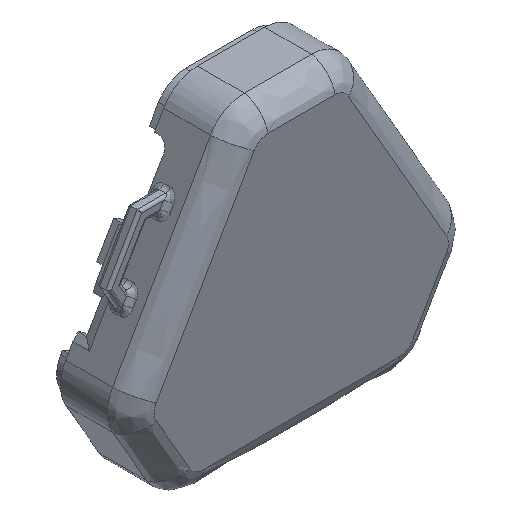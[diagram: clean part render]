
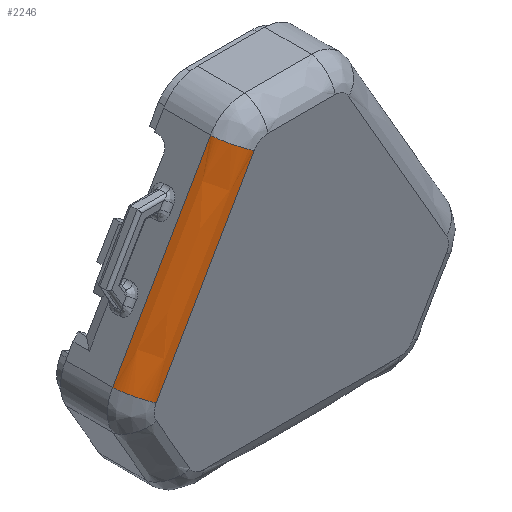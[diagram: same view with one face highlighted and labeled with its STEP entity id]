
A CAD part, isometric view. The second image highlights one B-rep face of the part: STEP entity #2246.
In plain terms, the highlighted free-form (B-spline) face has degree [2, 3] with [3, 4] control points.
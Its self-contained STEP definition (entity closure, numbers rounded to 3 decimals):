
#193 = CARTESIAN_POINT ( 'NONE',  ( -21.161, 0., -2.252 ) ) ;
#269 = EDGE_LOOP ( 'NONE', ( #3471, #899, #4587, #860 ) ) ;
#597 = CARTESIAN_POINT ( 'NONE',  ( -12.807, 3., 12.217 ) ) ;
#667 = EDGE_CURVE ( 'NONE', #2918, #1750, #1070, .T. ) ;
#784 = CARTESIAN_POINT ( 'NONE',  ( -8.63, 0., 19.452 ) ) ;
#808 = CARTESIAN_POINT ( 'NONE',  ( -21.161, 3., -2.252 ) ) ;
#814 = B_SPLINE_CURVE_WITH_KNOTS ( 'NONE', 3,
 ( #1181, #2621, #2999, #1915 ),
 .UNSPECIFIED., .F., .F.,
 ( 4, 4 ),
 ( 0., 1. ),
 .UNSPECIFIED. ) ;
#827 = VERTEX_POINT ( 'NONE', #4174 ) ;
#831 = CARTESIAN_POINT ( 'NONE',  ( -8.63, 3., 19.452 ) ) ;
#860 = ORIENTED_EDGE ( 'NONE', *, *, #667, .F. ) ;
#895 = CARTESIAN_POINT ( 'NONE',  ( -21.161, 3., -2.252 ) ) ;
#899 = ORIENTED_EDGE ( 'NONE', *, *, #2218, .F. ) ;
#953 = CARTESIAN_POINT ( 'NONE',  ( -6.032, 0., 17.952 ) ) ;
#1070 = B_SPLINE_CURVE_WITH_KNOTS ( 'NONE', 3,
 ( #808, #2617, #1200, #831 ),
 .UNSPECIFIED., .F., .F.,
 ( 4, 4 ),
 ( 0., 1. ),
 .UNSPECIFIED. ) ;
#1099 = EDGE_CURVE ( 'NONE', #2918, #3802, #1720, .T. ) ;
#1181 = CARTESIAN_POINT ( 'NONE',  ( -6.032, 0., 17.952 ) ) ;
#1200 = CARTESIAN_POINT ( 'NONE',  ( -12.807, 3., 12.217 ) ) ;
#1269 = CARTESIAN_POINT ( 'NONE',  ( -18.563, 0., -3.752 ) ) ;
#1388 =( BOUNDED_CURVE ( )  B_SPLINE_CURVE ( 2, ( #1502, #784, #3378 ),
 .UNSPECIFIED., .F., .T. ) 
 B_SPLINE_CURVE_WITH_KNOTS ( ( 3, 3 ),
 ( 0., 1. ),
 .UNSPECIFIED. ) 
 CURVE ( )  GEOMETRIC_REPRESENTATION_ITEM ( )  RATIONAL_B_SPLINE_CURVE ( ( 1., 0.424, 1. ) ) 
 REPRESENTATION_ITEM ( '' )  );
#1502 = CARTESIAN_POINT ( 'NONE',  ( -8.63, 3., 19.452 ) ) ;
#1699 = FACE_OUTER_BOUND ( 'NONE', #269, .T. ) ;
#1720 =( BOUNDED_CURVE ( )  B_SPLINE_CURVE ( 2, ( #895, #193, #2348 ),
 .UNSPECIFIED., .F., .T. ) 
 B_SPLINE_CURVE_WITH_KNOTS ( ( 3, 3 ),
 ( 0., 1. ),
 .UNSPECIFIED. ) 
 CURVE ( )  GEOMETRIC_REPRESENTATION_ITEM ( )  RATIONAL_B_SPLINE_CURVE ( ( 1., 0.424, 1. ) ) 
 REPRESENTATION_ITEM ( '' )  );
#1750 = VERTEX_POINT ( 'NONE', #1849 ) ;
#1849 = CARTESIAN_POINT ( 'NONE',  ( -8.63, 3., 19.452 ) ) ;
#1915 = CARTESIAN_POINT ( 'NONE',  ( -18.563, 0., -3.752 ) ) ;
#1926 = EDGE_CURVE ( 'NONE', #1750, #827, #1388, .T. ) ;
#1981 = CARTESIAN_POINT ( 'NONE',  ( -21.161, 3., -2.252 ) ) ;
#2218 = EDGE_CURVE ( 'NONE', #827, #3802, #814, .T. ) ;
#2246 = ADVANCED_FACE ( 'NONE', ( #1699 ), #3852, .T. ) ;
#2348 = CARTESIAN_POINT ( 'NONE',  ( -18.563, 0., -3.752 ) ) ;
#2538 = CARTESIAN_POINT ( 'NONE',  ( -21.161, 3., -2.252 ) ) ;
#2617 = CARTESIAN_POINT ( 'NONE',  ( -16.984, 3., 4.983 ) ) ;
#2621 = CARTESIAN_POINT ( 'NONE',  ( -10.209, 0., 10.717 ) ) ;
#2719 = CARTESIAN_POINT ( 'NONE',  ( -14.386, 0., 3.483 ) ) ;
#2918 = VERTEX_POINT ( 'NONE', #2538 ) ;
#2999 = CARTESIAN_POINT ( 'NONE',  ( -14.386, 0., 3.483 ) ) ;
#3378 = CARTESIAN_POINT ( 'NONE',  ( -6.032, 0., 17.952 ) ) ;
#3453 = CARTESIAN_POINT ( 'NONE',  ( -21.161, 0., -2.252 ) ) ;
#3471 = ORIENTED_EDGE ( 'NONE', *, *, #1099, .T. ) ;
#3757 = CARTESIAN_POINT ( 'NONE',  ( -8.63, 3., 19.452 ) ) ;
#3802 = VERTEX_POINT ( 'NONE', #4659 ) ;
#3809 = CARTESIAN_POINT ( 'NONE',  ( -16.984, 0., 4.983 ) ) ;
#3852 =( BOUNDED_SURFACE ( )  B_SPLINE_SURFACE ( 2, 3, ( 
 ( #1981, #4176, #597, #3757 ),
 ( #3453, #3809, #4490, #4539 ),
 ( #1269, #2719, #4092, #953 ) ),
 .UNSPECIFIED., .F., .F., .T. ) 
 B_SPLINE_SURFACE_WITH_KNOTS ( ( 3, 3 ),
 ( 4, 4 ),
 ( 0., 1. ),
 ( -0.013, 0.013 ),
 .UNSPECIFIED. ) 
 GEOMETRIC_REPRESENTATION_ITEM ( )  RATIONAL_B_SPLINE_SURFACE ( (
 ( 1., 1., 1., 1.),
 ( 0.424, 0.424, 0.424, 0.424),
 ( 1., 1., 1., 1.) ) ) 
 REPRESENTATION_ITEM ( '' )  SURFACE ( )  );
#4092 = CARTESIAN_POINT ( 'NONE',  ( -10.209, 0., 10.717 ) ) ;
#4174 = CARTESIAN_POINT ( 'NONE',  ( -6.032, 0., 17.952 ) ) ;
#4176 = CARTESIAN_POINT ( 'NONE',  ( -16.984, 3., 4.983 ) ) ;
#4490 = CARTESIAN_POINT ( 'NONE',  ( -12.807, 0., 12.217 ) ) ;
#4539 = CARTESIAN_POINT ( 'NONE',  ( -8.63, 0., 19.452 ) ) ;
#4587 = ORIENTED_EDGE ( 'NONE', *, *, #1926, .F. ) ;
#4659 = CARTESIAN_POINT ( 'NONE',  ( -18.563, 0., -3.752 ) ) ;
